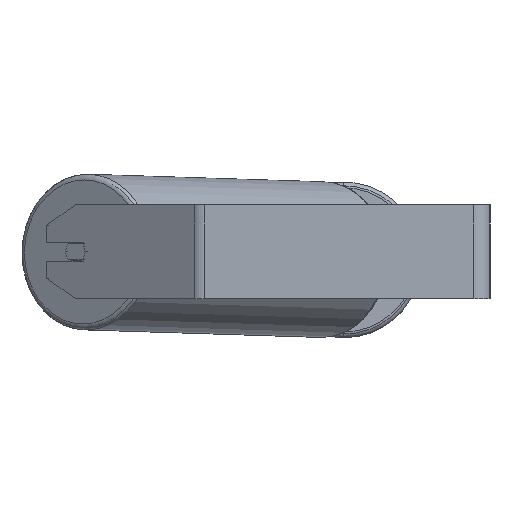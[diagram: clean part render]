
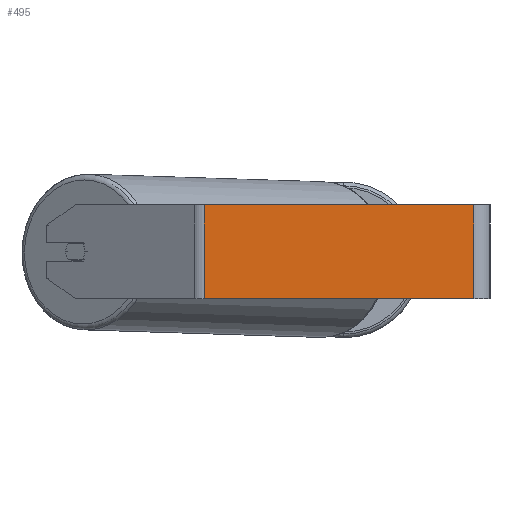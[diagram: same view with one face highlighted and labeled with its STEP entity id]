
A CAD part, left-side view. The second image highlights one B-rep face of the part: STEP entity #495.
In plain terms, the highlighted planar face has unit normal (-1, 0, 0).
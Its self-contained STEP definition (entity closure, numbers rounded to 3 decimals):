
#453 = VECTOR ( 'NONE', #5556, 1000. ) ;
#495 = ADVANCED_FACE ( 'NONE', ( #2764 ), #4146, .F. ) ;
#538 = CARTESIAN_POINT ( 'NONE',  ( -605., 243.931, 40. ) ) ;
#767 = DIRECTION ( 'NONE',  ( 0., 0., -1. ) ) ;
#890 = ORIENTED_EDGE ( 'NONE', *, *, #5666, .F. ) ;
#923 = VERTEX_POINT ( 'NONE', #5760 ) ;
#929 = VERTEX_POINT ( 'NONE', #4335 ) ;
#1455 = LINE ( 'NONE', #4175, #2673 ) ;
#1462 = VECTOR ( 'NONE', #1913, 1000. ) ;
#1913 = DIRECTION ( 'NONE',  ( 0., 0., -1. ) ) ;
#1988 = EDGE_CURVE ( 'NONE', #3900, #923, #1455, .T. ) ;
#1994 = ORIENTED_EDGE ( 'NONE', *, *, #6914, .T. ) ;
#2226 = CARTESIAN_POINT ( 'NONE',  ( -605., 248.345, 40. ) ) ;
#2246 = LINE ( 'NONE', #2870, #453 ) ;
#2526 = AXIS2_PLACEMENT_3D ( 'NONE', #6195, #8152, #767 ) ;
#2673 = VECTOR ( 'NONE', #6848, 1000. ) ;
#2703 = VERTEX_POINT ( 'NONE', #4500 ) ;
#2764 = FACE_OUTER_BOUND ( 'NONE', #7853, .T. ) ;
#2870 = CARTESIAN_POINT ( 'NONE',  ( -605., 14., 40. ) ) ;
#2890 = DIRECTION ( 'NONE',  ( 0., -1., 0. ) ) ;
#3900 = VERTEX_POINT ( 'NONE', #4886 ) ;
#3914 = ORIENTED_EDGE ( 'NONE', *, *, #1988, .T. ) ;
#4146 = PLANE ( 'NONE',  #2526 ) ;
#4175 = CARTESIAN_POINT ( 'NONE',  ( -605., 248.345, -40. ) ) ;
#4335 = CARTESIAN_POINT ( 'NONE',  ( -605., 243.931, 40. ) ) ;
#4500 = CARTESIAN_POINT ( 'NONE',  ( -605., 14., 40. ) ) ;
#4886 = CARTESIAN_POINT ( 'NONE',  ( -605., 243.931, -40. ) ) ;
#5556 = DIRECTION ( 'NONE',  ( 0., 0., -1. ) ) ;
#5666 = EDGE_CURVE ( 'NONE', #2703, #923, #2246, .T. ) ;
#5677 = VECTOR ( 'NONE', #2890, 1000. ) ;
#5760 = CARTESIAN_POINT ( 'NONE',  ( -605., 14., -40. ) ) ;
#5863 = LINE ( 'NONE', #538, #1462 ) ;
#5943 = ORIENTED_EDGE ( 'NONE', *, *, #6528, .F. ) ;
#6195 = CARTESIAN_POINT ( 'NONE',  ( -605., 248.345, 40. ) ) ;
#6528 = EDGE_CURVE ( 'NONE', #929, #2703, #8284, .T. ) ;
#6848 = DIRECTION ( 'NONE',  ( 0., -1., 0. ) ) ;
#6914 = EDGE_CURVE ( 'NONE', #929, #3900, #5863, .T. ) ;
#7853 = EDGE_LOOP ( 'NONE', ( #3914, #890, #5943, #1994 ) ) ;
#8152 = DIRECTION ( 'NONE',  ( 1., 0., 0. ) ) ;
#8284 = LINE ( 'NONE', #2226, #5677 ) ;
